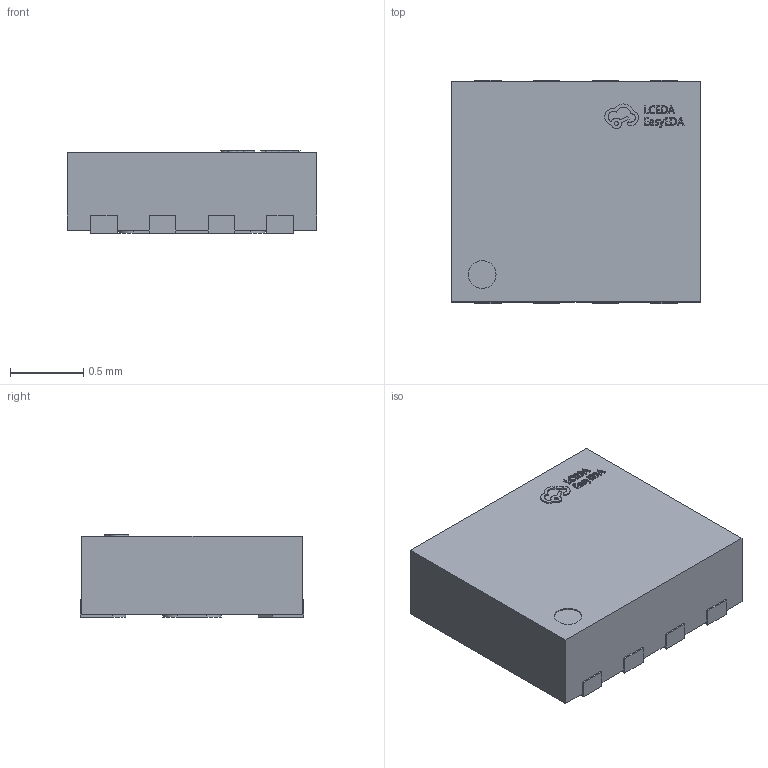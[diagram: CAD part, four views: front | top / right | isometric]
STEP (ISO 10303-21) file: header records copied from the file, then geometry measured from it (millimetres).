
FILE_DESCRIPTION (( 'STEP AP214' ), '1' );
FILE_NAME ('UFDFN-8_L1.7-W1.50-P0.40-BL-EP.step', '2022-06-30T14:04:56', ( '' ), ( '' ), 'SwSTEP 2.0', 'SolidWorks 2020', '' );
FILE_SCHEMA (( 'AUTOMOTIVE_DESIGN' ));
Length unit declared in the file: millimetre
Products named in the file (1): UFDFN-8_L1.7-W1.50-P0.40-BL-EP
Bounding box: 1.7 x 1.52 x 0.56 mm (x, y, z)
Volume: 1.4 mm3; surface area: 8.8 mm2
Topology: 1 solids, 1 shells, 350 faces, 960 edges, 640 vertices
Faces by surface type: plane 225, bspline 112, cylinder 13
Entity records: 16086 total; most frequent: CARTESIAN_POINT 4055, ORIENTED_EDGE 1920, DIRECTION 1236, EDGE_CURVE 960, LINE 706, VECTOR 706, VERTEX_POINT 640, EDGE_LOOP 378
